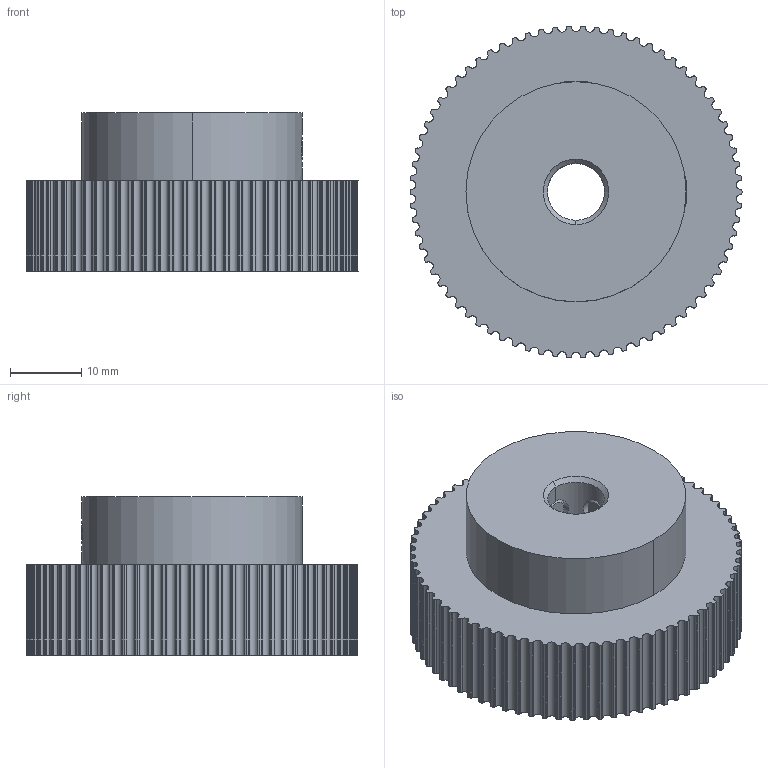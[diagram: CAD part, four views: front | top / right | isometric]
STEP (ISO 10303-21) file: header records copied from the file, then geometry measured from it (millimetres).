
FILE_DESCRIPTION((''),'2;1');
FILE_NAME('1706','2011-05-18T',('carefree'),(''),'PRO/ENGINEER BY PARAMETRIC TECHNOLOGY CORPORATION, 2005030','PRO/ENGINEER BY PARAMETRIC TECHNOLOGY CORPORATION, 2005030','');
FILE_SCHEMA(('CONFIG_CONTROL_DESIGN'));
Length unit declared in the file: millimetre
Products named in the file (1): 1706
Bounding box: 46.6 x 46.57 x 22.2 mm (x, y, z)
Volume: 26860.8 mm3; surface area: 7326.4 mm2
Topology: 1 solids, 1 shells, 489 faces, 1442 edges, 960 vertices
Faces by surface type: cylinder 456, plane 21, cone 12
Entity records: 17252 total; most frequent: DIRECTION 3338, CARTESIAN_POINT 3247, ORIENTED_EDGE 2884, EDGE_CURVE 1442, AXIS2_PLACEMENT_3D 1415, VERTEX_POINT 960, CIRCLE 926, VECTOR 508
